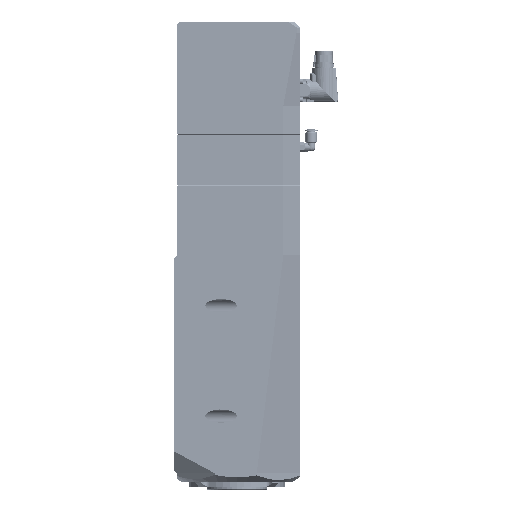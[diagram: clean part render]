
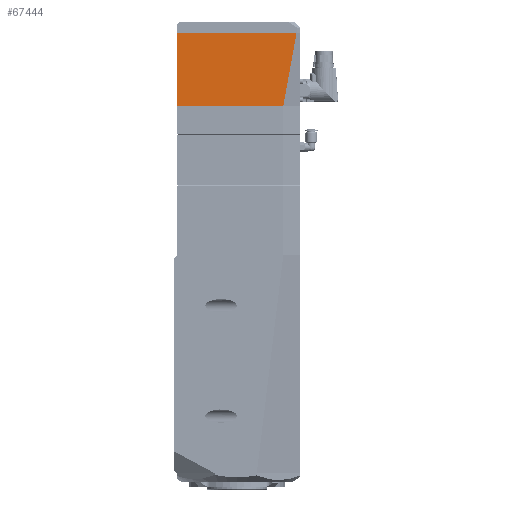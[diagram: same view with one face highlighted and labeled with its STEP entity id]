
A CAD part, left-side view. The second image highlights one B-rep face of the part: STEP entity #67444.
In plain terms, the highlighted planar face has unit normal (-1, 0, 0).
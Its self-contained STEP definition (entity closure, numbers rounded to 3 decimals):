
#11541 = ORIENTED_EDGE ( 'NONE', *, *, #58524, .T. ) ;
#24153 = CARTESIAN_POINT ( 'NONE',  ( -57., 54., 414.15 ) ) ;
#48344 = CARTESIAN_POINT ( 'NONE',  ( -57., -42., 348. ) ) ;
#58524 = EDGE_CURVE ( 'NONE', #233171, #208466, #132659, .T. ) ;
#67444 = ADVANCED_FACE ( 'NONE', ( #242107 ), #161598, .F. ) ;
#69368 = ORIENTED_EDGE ( 'NONE', *, *, #347230, .T. ) ;
#70015 = ORIENTED_EDGE ( 'NONE', *, *, #236105, .F. ) ;
#71881 = DIRECTION ( 'NONE',  ( 0., 1., 0. ) ) ;
#72853 = DIRECTION ( 'NONE',  ( 0., -1., 0. ) ) ;
#83455 = CARTESIAN_POINT ( 'NONE',  ( -57., 54., 348. ) ) ;
#130830 = DIRECTION ( 'NONE',  ( 0., -1., 0. ) ) ;
#131477 = DIRECTION ( 'NONE',  ( 0., 0., -1. ) ) ;
#132659 = LINE ( 'NONE', #83455, #339266 ) ;
#134553 = CARTESIAN_POINT ( 'NONE',  ( -57., -57., 414.15 ) ) ;
#145470 = VECTOR ( 'NONE', #72853, 1000. ) ;
#146750 = VECTOR ( 'NONE', #131477, 1000. ) ;
#154901 = CARTESIAN_POINT ( 'NONE',  ( -57., -41.819, 347. ) ) ;
#161598 = PLANE ( 'NONE',  #332908 ) ;
#184084 = CARTESIAN_POINT ( 'NONE',  ( -57., 54., 376. ) ) ;
#187531 = LINE ( 'NONE', #273545, #146750 ) ;
#190586 = LINE ( 'NONE', #134553, #145470 ) ;
#208006 = EDGE_LOOP ( 'NONE', ( #211127, #70015, #69368, #11541 ) ) ;
#208466 = VERTEX_POINT ( 'NONE', #48344 ) ;
#211127 = ORIENTED_EDGE ( 'NONE', *, *, #244546, .T. ) ;
#233171 = VERTEX_POINT ( 'NONE', #349170 ) ;
#236105 = EDGE_CURVE ( 'NONE', #284610, #277241, #190586, .T. ) ;
#242107 = FACE_OUTER_BOUND ( 'NONE', #208006, .T. ) ;
#244546 = EDGE_CURVE ( 'NONE', #208466, #277241, #325076, .T. ) ;
#249705 = CARTESIAN_POINT ( 'NONE',  ( -57., -54., 414.15 ) ) ;
#273545 = CARTESIAN_POINT ( 'NONE',  ( -57., 54., 376. ) ) ;
#277241 = VERTEX_POINT ( 'NONE', #249705 ) ;
#284610 = VERTEX_POINT ( 'NONE', #24153 ) ;
#289644 = DIRECTION ( 'NONE',  ( 0., -0.178, 0.984 ) ) ;
#308331 = VECTOR ( 'NONE', #289644, 1000. ) ;
#325076 = LINE ( 'NONE', #154901, #308331 ) ;
#328108 = DIRECTION ( 'NONE',  ( 1., 0., 0. ) ) ;
#332908 = AXIS2_PLACEMENT_3D ( 'NONE', #184084, #328108, #71881 ) ;
#339266 = VECTOR ( 'NONE', #130830, 1000. ) ;
#347230 = EDGE_CURVE ( 'NONE', #284610, #233171, #187531, .T. ) ;
#349170 = CARTESIAN_POINT ( 'NONE',  ( -57., 54., 348. ) ) ;
